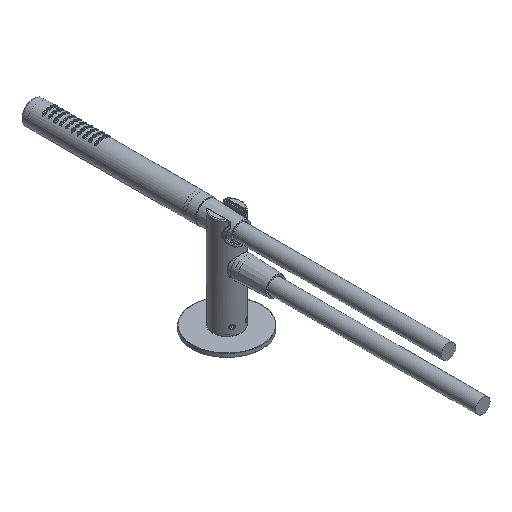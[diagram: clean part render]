
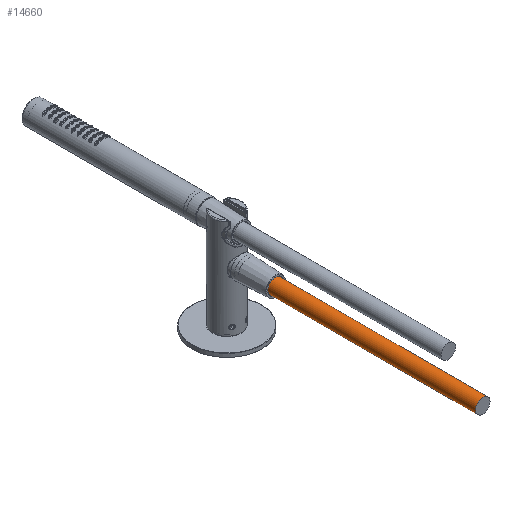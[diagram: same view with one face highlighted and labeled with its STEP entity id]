
A CAD part, isometric view. The second image highlights one B-rep face of the part: STEP entity #14660.
In plain terms, the highlighted cylindrical face has radius 7.5 mm (diameter 15 mm), a full revolution.
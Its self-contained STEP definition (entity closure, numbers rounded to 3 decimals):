
#1463=CYLINDRICAL_SURFACE('',#16979,7.5);
#6694=ORIENTED_EDGE('',*,*,#8712,.F.);
#6695=ORIENTED_EDGE('',*,*,#8713,.T.);
#8712=EDGE_CURVE('',#10119,#10119,#10793,.T.);
#8713=EDGE_CURVE('',#10120,#10120,#10794,.T.);
#10119=VERTEX_POINT('',#38390);
#10120=VERTEX_POINT('',#38393);
#10793=CIRCLE('',#16978,7.5);
#10794=CIRCLE('',#16980,7.5);
#12153=EDGE_LOOP('',(#6694));
#12154=EDGE_LOOP('',(#6695));
#13525=FACE_BOUND('',#12153,.T.);
#13526=FACE_BOUND('',#12154,.T.);
#14660=ADVANCED_FACE('',(#13525,#13526),#1463,.T.);
#16978=AXIS2_PLACEMENT_3D('',#38389,#20326,#20327);
#16979=AXIS2_PLACEMENT_3D('',#38391,#20328,#20329);
#16980=AXIS2_PLACEMENT_3D('',#38392,#20330,#20331);
#20326=DIRECTION('',(0.,-1.,0.));
#20327=DIRECTION('',(0.,0.,-1.));
#20328=DIRECTION('',(0.,-1.,0.));
#20329=DIRECTION('',(0.,0.,-1.));
#20330=DIRECTION('',(0.,-1.,0.));
#20331=DIRECTION('',(0.,0.,-1.));
#38389=CARTESIAN_POINT('',(0.,0.,0.));
#38390=CARTESIAN_POINT('',(0.,0.,-7.5));
#38391=CARTESIAN_POINT('',(0.,0.,0.));
#38392=CARTESIAN_POINT('',(0.,215.5,0.));
#38393=CARTESIAN_POINT('',(0.,215.5,-7.5));
